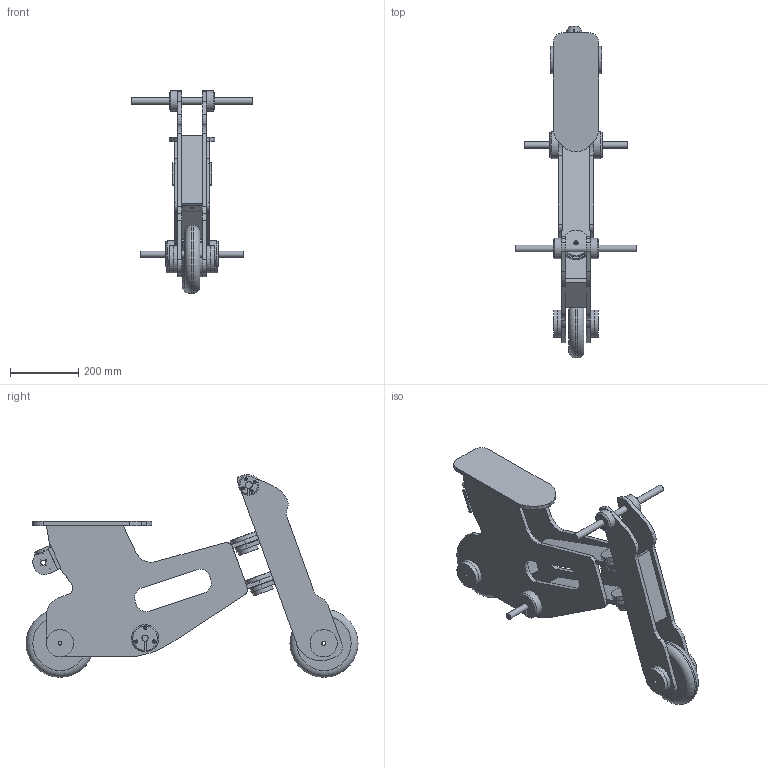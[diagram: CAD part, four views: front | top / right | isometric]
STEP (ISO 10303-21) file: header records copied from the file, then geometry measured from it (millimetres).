
FILE_DESCRIPTION(/* description */ (''),/* implementation_level */ '2;1');
FILE_NAME(/* name */ '28d3d082-0804-479b-add3-c9cf48bfbe38.stp',/* time_stamp */ '2018-06-16T19:17:52+00:00',/* author */ (''),/* organization */ (''),/* preprocessor_version */ 'ST-DEVELOPER v17',/* originating_system */ 'Autodesk Translation Framework v7.1.0.215',/* authorisation */ '');
FILE_SCHEMA (('AUTOMOTIVE_DESIGN { 1 0 10303 214 3 1 1 }'));
Length unit declared in the file: millimetre
Products named in the file (2): Bike001; wheel_assy v55_motor hub
Assembly tree (1 placements, depth 2):
  Bike001
    wheel_assy v55_motor hub
Bounding box: 356 x 976 x 595.45 mm (x, y, z)
Volume: 10978594 mm3; surface area: 1836764.3 mm2
Topology: 35 solids, 35 shells, 481 faces, 1133 edges, 743 vertices
Faces by surface type: plane 259, cylinder 177, cone 36, torus 9
Full cylindrical faces by diameter (mm): 2 x4, 2.8 x6, 4 x5, 4.5 x26, 10 x8, 11 x1, 12 x14, 13 x6, 15 x1, 18 x5, 20 x1, 42 x1, 60 x2, 80 x10, 99 x1, 101.222 x1, 200 x2
Entity records: 14718 total; most frequent: CARTESIAN_POINT 3068, DIRECTION 2430, ORIENTED_EDGE 2266, EDGE_CURVE 1133, AXIS2_PLACEMENT_3D 873, VERTEX_POINT 743, LINE 684, VECTOR 684
